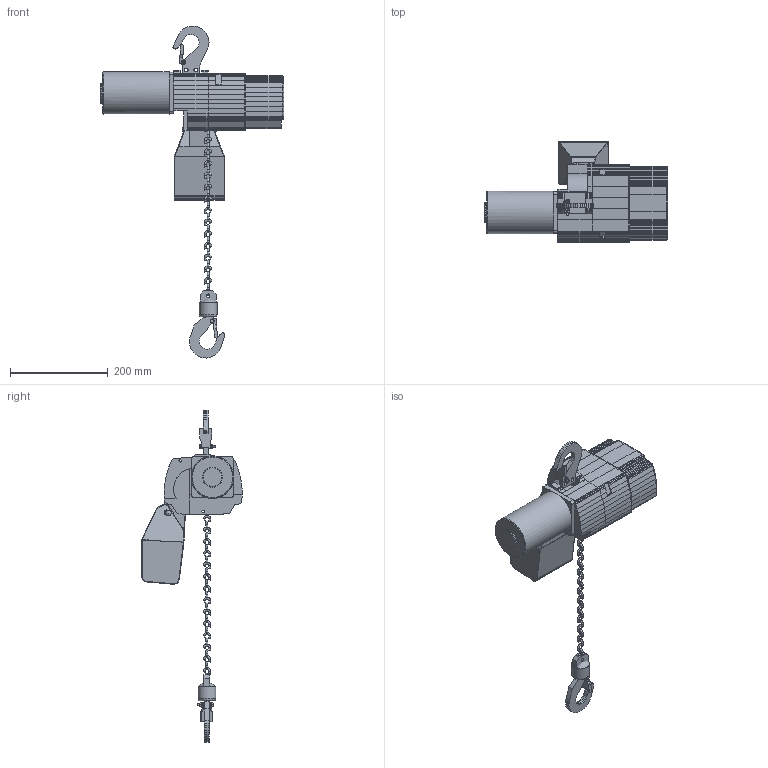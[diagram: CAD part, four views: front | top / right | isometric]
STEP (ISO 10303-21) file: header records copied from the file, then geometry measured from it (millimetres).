
FILE_DESCRIPTION(('STEP AP214'),'1');
FILE_NAME('KITO Delta kättingtelfer ED 60-180.stp','2013-10-24T14:02:56',(' '),(' '),'Spatial InterOp 3D',' ',' ');
FILE_SCHEMA(('automotive_design'));
Length unit declared in the file: millimetre
Products named in the file (60): Assembly50; Part52; Part51; Part50; KITO Delta kattingtelfer ED 60-180; kito delta edc; Part92; Part90; MC6S M6x60; Part61; Part59; Part54; Assembly105; Bolt Assembly; M6M M4; BRB 4; M6S M4x30; Assembly394; Assembly393; Part111; M6M M6; DIN_607 M6x75
Assembly tree (59 placements, depth 6):
  KITO Delta kattingtelfer ED 60-180
    Assembly50
      Part52
      Part51
      Part50
    kito delta edc
      Part92
      Part90
      MC6S M6x60
      Part61
      Part59
      Part54
      Part52
      Part51
      Part50
      Assembly394
        Assembly105
          Part90
          Part92
          Bolt Assembly
            M6M M4
            BRB 4
            M6S M4x30
      Assembly393
        Part111
        Part111
        Part111
        Part111
        Part111
        Part111
        Part111
        Part111
        Part111
        Part111
        Part111
        Part111
        Part111
        Part111
        Part111
        Part111
        Part111
        Part111
        Part111
        Part111
        Part111
        Part111
        Part111
        Part111
        Part111
        Part111
        Part111
        Part111
        Part111
      Bolt Assembly
        M6M M4
        BRB 4
        M6S M4x30
      Bolt Assembly
        M6M M6
        DIN_607 M6x75
Bounding box: 375.81 x 206.25 x 680.55 mm (x, y, z)
Volume: 3210971.2 mm3; surface area: 487467.2 mm2
Topology: 51 solids, 51 shells, 1637 faces, 4410 edges, 2827 vertices
Faces by surface type: plane 1281, cylinder 233, cone 61, torus 31, revolution 29, sphere 2
Full cylindrical faces by diameter (mm): 4 x66, 4.3 x2, 4.301 x2, 6 x2, 7 x1, 8 x2, 9 x2, 10 x2, 36.3 x1, 41.079 x1, 87.241 x1
Entity records: 64048 total; most frequent: CARTESIAN_POINT 9184, ORIENTED_EDGE 8500, DIRECTION 7938, EDGE_CURVE 4250, LINE 3749, VECTOR 3749, VERTEX_POINT 2823, AXIS2_PLACEMENT_3D 2080
